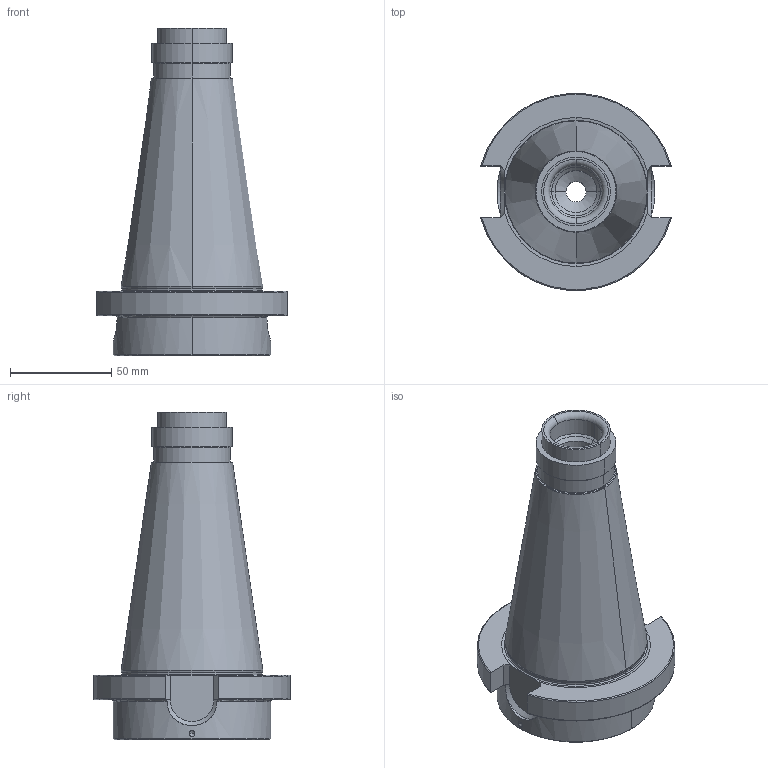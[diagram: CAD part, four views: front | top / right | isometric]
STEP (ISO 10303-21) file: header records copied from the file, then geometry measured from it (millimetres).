
FILE_DESCRIPTION((''),'2;1');
FILE_NAME('2080A50Z5SA035','2015-11-07T',('goebels'),(''),'PRO/ENGINEER BY PARAMETRIC TECHNOLOGY CORPORATION, 2011490','PRO/ENGINEER BY PARAMETRIC TECHNOLOGY CORPORATION, 2011490','');
FILE_SCHEMA(('AUTOMOTIVE_DESIGN { 1 2 10303 214 0 1 1 1 }'));
Length unit declared in the file: millimetre
Products named in the file (2): NOCUT; 2080A50Z5SA035
Assembly tree (1 placements, depth 2):
  2080A50Z5SA035
    NOCUT
Bounding box: 94.05 x 97.13 x 161.8 mm (x, y, z)
Volume: 377754.8 mm3; surface area: 55760.9 mm2
Topology: 1 solids, 2 shells, 97 faces, 228 edges, 141 vertices
Faces by surface type: cylinder 34, cone 22, plane 21, torus 20
Entity records: 3949 total; most frequent: CARTESIAN_POINT 852, DIRECTION 528, ORIENTED_EDGE 440, PRESENTATION_STYLE_ASSIGNMENT 232, STYLED_ITEM 232, CURVE_STYLE 230, EDGE_CURVE 222, AXIS2_PLACEMENT_3D 221
